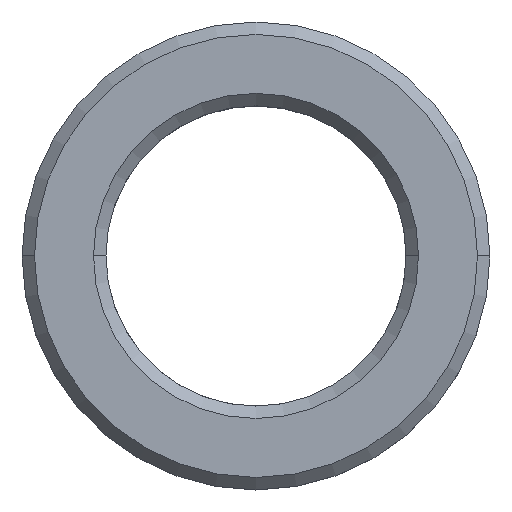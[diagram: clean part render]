
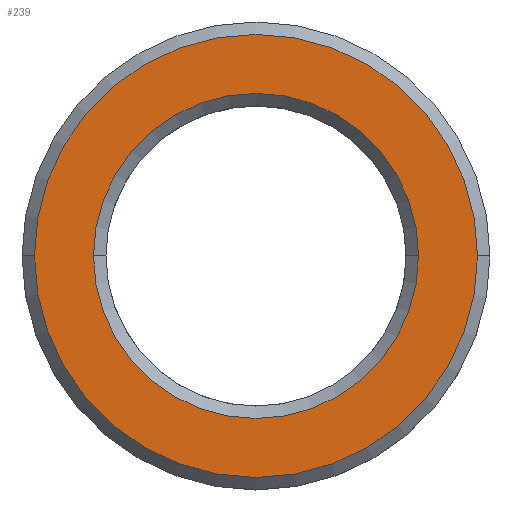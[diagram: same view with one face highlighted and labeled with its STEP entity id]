
A CAD part, top view. The second image highlights one B-rep face of the part: STEP entity #239.
In plain terms, the highlighted planar face has unit normal (0, 0, 1).
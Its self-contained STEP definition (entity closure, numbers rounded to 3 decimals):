
#192 = CIRCLE ( 'NONE', #912, 3.265 ) ;
#197 = CARTESIAN_POINT ( 'NONE',  ( -4.45, 0., 1.5 ) ) ;
#239 = ADVANCED_FACE ( 'NONE', ( #675, #698 ), #558, .T. ) ;
#259 = CIRCLE ( 'NONE', #786, 4.45 ) ;
#325 = CARTESIAN_POINT ( 'NONE',  ( 0., 0., 1.5 ) ) ;
#327 = DIRECTION ( 'NONE',  ( 1., 0., 0. ) ) ;
#335 = DIRECTION ( 'NONE',  ( 0., 0., -1. ) ) ;
#338 = CARTESIAN_POINT ( 'NONE',  ( 0., 0., 1.5 ) ) ;
#359 = DIRECTION ( 'NONE',  ( 0., 0., 1. ) ) ;
#365 = DIRECTION ( 'NONE',  ( 1., 0., 0. ) ) ;
#412 = VERTEX_POINT ( 'NONE', #948 ) ;
#422 = CARTESIAN_POINT ( 'NONE',  ( 4.45, 0., 1.5 ) ) ;
#426 = VERTEX_POINT ( 'NONE', #197 ) ;
#449 = EDGE_LOOP ( 'NONE', ( #816, #977 ) ) ;
#464 = DIRECTION ( 'NONE',  ( 1., 0., 0. ) ) ;
#470 = DIRECTION ( 'NONE',  ( 0., 0., 1. ) ) ;
#481 = CARTESIAN_POINT ( 'NONE',  ( 0., 0., 1.5 ) ) ;
#502 = DIRECTION ( 'NONE',  ( 0., 0., 1. ) ) ;
#507 = DIRECTION ( 'NONE',  ( 1., 0., 0. ) ) ;
#558 = PLANE ( 'NONE',  #889 ) ;
#566 = EDGE_LOOP ( 'NONE', ( #974, #586 ) ) ;
#586 = ORIENTED_EDGE ( 'NONE', *, *, #870, .T. ) ;
#624 = VERTEX_POINT ( 'NONE', #734 ) ;
#671 = CARTESIAN_POINT ( 'NONE',  ( 0., 0., 1.5 ) ) ;
#675 = FACE_OUTER_BOUND ( 'NONE', #566, .T. ) ;
#698 = FACE_BOUND ( 'NONE', #449, .T. ) ;
#734 = CARTESIAN_POINT ( 'NONE',  ( -3.265, 0., 1.5 ) ) ;
#752 = VERTEX_POINT ( 'NONE', #422 ) ;
#757 = EDGE_CURVE ( 'NONE', #426, #752, #259, .T. ) ;
#770 = EDGE_CURVE ( 'NONE', #624, #412, #881, .T. ) ;
#786 = AXIS2_PLACEMENT_3D ( 'NONE', #481, #470, #464 ) ;
#790 = DIRECTION ( 'NONE',  ( 1., 0., 0. ) ) ;
#796 = DIRECTION ( 'NONE',  ( 0., 0., -1. ) ) ;
#814 = CARTESIAN_POINT ( 'NONE',  ( 0., 0., 1.5 ) ) ;
#816 = ORIENTED_EDGE ( 'NONE', *, *, #840, .T. ) ;
#840 = EDGE_CURVE ( 'NONE', #412, #624, #192, .T. ) ;
#841 = AXIS2_PLACEMENT_3D ( 'NONE', #325, #359, #365 ) ;
#842 = AXIS2_PLACEMENT_3D ( 'NONE', #814, #796, #790 ) ;
#870 = EDGE_CURVE ( 'NONE', #752, #426, #965, .T. ) ;
#881 = CIRCLE ( 'NONE', #842, 3.265 ) ;
#889 = AXIS2_PLACEMENT_3D ( 'NONE', #671, #502, #507 ) ;
#912 = AXIS2_PLACEMENT_3D ( 'NONE', #338, #335, #327 ) ;
#948 = CARTESIAN_POINT ( 'NONE',  ( 3.265, 0., 1.5 ) ) ;
#965 = CIRCLE ( 'NONE', #841, 4.45 ) ;
#974 = ORIENTED_EDGE ( 'NONE', *, *, #757, .T. ) ;
#977 = ORIENTED_EDGE ( 'NONE', *, *, #770, .T. ) ;
